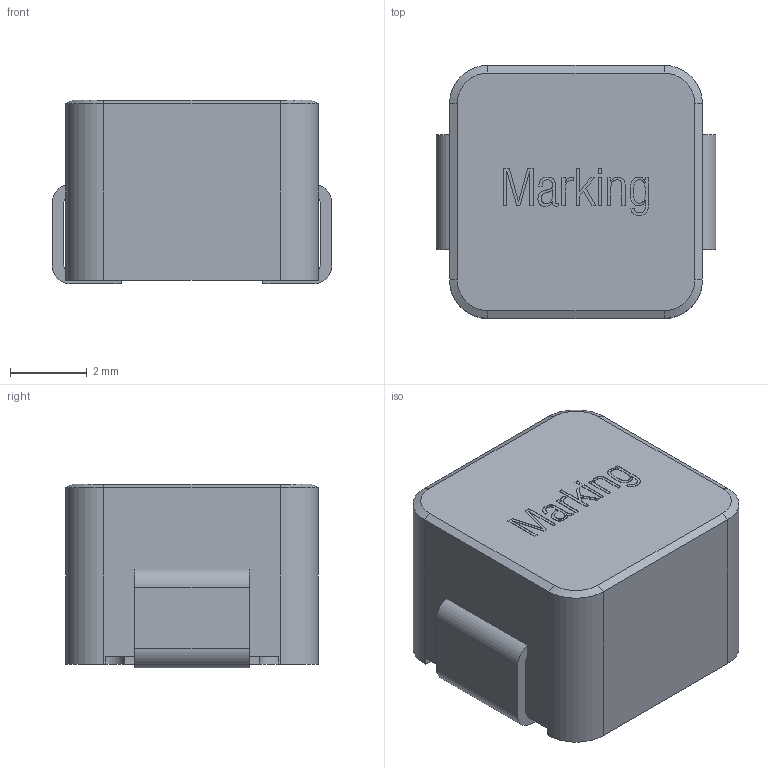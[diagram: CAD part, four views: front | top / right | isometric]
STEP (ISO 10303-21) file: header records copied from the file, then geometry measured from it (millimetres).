
FILE_DESCRIPTION( ( 'Unknown' ), '1' );
FILE_NAME( 'IndHC0605_molded.stp', 'Unknown', ( 'Unknown' ), ( 'Unknown' ), 'PSStep 13.0', 'Unknown', ' ' );
FILE_SCHEMA( ( 'AUTOMOTIVE_DESIGN { 1 0 10303 214 1 1 1 1 }' ) );
Length unit declared in the file: millimetre
Products named in the file (3): Assem1; base; pin
Bounding box: 7.3 x 6.6 x 4.8 mm (x, y, z)
Surface area: 598 mm2
Topology: 4 solids, 4 shells, 266 faces, 698 edges, 460 vertices
Faces by surface type: plane 202, cylinder 32, extrusion 24, cone 8
Entity records: 5412 total; most frequent: CARTESIAN_POINT 1274, ORIENTED_EDGE 696, DIRECTION 502, EDGE_CURVE 348, VERTEX_POINT 230, VECTOR 182, LINE 170, AXIS2_PLACEMENT_3D 160
